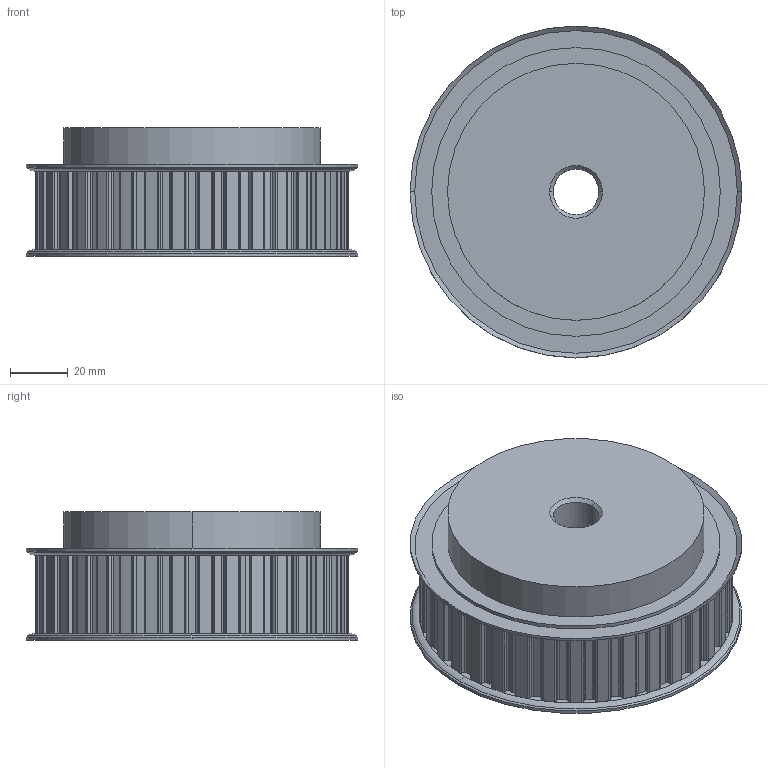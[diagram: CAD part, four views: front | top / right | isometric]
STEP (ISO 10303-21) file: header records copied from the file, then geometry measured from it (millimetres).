
FILE_DESCRIPTION (( 'STEP AP214' ), '1' );
FILE_NAME ('SPB36L100BF-625.STEP', '2015-12-10T15:22:24', ( '' ), ( '' ), 'SwSTEP 2.0', 'SolidWorks 2015', '' );
FILE_SCHEMA (( 'AUTOMOTIVE_DESIGN' ));
Length unit declared in the file: inch
Products named in the file (1): SPB36L100BF-625
Bounding box: 114.81 x 114.81 x 44.45 mm (x, y, z)
Volume: 354773.1 mm3; surface area: 42212.5 mm2
Topology: 1 solids, 1 shells, 335 faces, 968 edges, 640 vertices
Faces by surface type: cylinder 169, plane 150, cone 12, torus 4
Entity records: 11156 total; most frequent: DIRECTION 1998, CARTESIAN_POINT 1944, ORIENTED_EDGE 1936, EDGE_CURVE 968, AXIS2_PLACEMENT_3D 694, VERTEX_POINT 640, VECTOR 610, LINE 610
